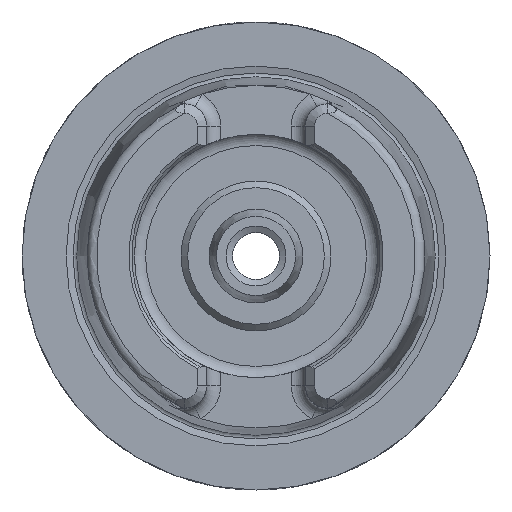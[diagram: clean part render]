
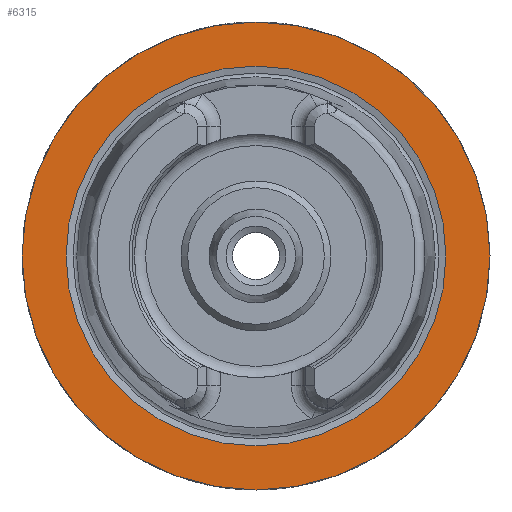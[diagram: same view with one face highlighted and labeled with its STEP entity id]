
A CAD part, left-side view. The second image highlights one B-rep face of the part: STEP entity #6315.
In plain terms, the highlighted planar face has unit normal (-1, 0, 0).
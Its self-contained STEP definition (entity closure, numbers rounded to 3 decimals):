
#5828=CARTESIAN_POINT('',(0.0,25.,0.0));
#5829=VERTEX_POINT('',#5828);
#5830=CARTESIAN_POINT('',(0.0,0.0,0.0));
#5831=DIRECTION('',(1.0,0.0,0.0));
#5832=DIRECTION('',(0.0,1.0,0.0));
#5833=AXIS2_PLACEMENT_3D('',#5830,#5831,#5832);
#5834=CIRCLE('',#5833,25.);
#5835=EDGE_CURVE('',#5829,#5829,#5834,.T.);
#6289=CARTESIAN_POINT('',(0.0,20.296,0.0));
#6290=VERTEX_POINT('',#6289);
#6291=CARTESIAN_POINT('',(0.0,0.0,0.0));
#6292=DIRECTION('',(1.0,0.0,0.0));
#6293=DIRECTION('',(0.0,1.0,0.0));
#6294=AXIS2_PLACEMENT_3D('',#6291,#6292,#6293);
#6295=CIRCLE('',#6294,20.296);
#6296=EDGE_CURVE('',#6290,#6290,#6295,.T.);
#6304=CARTESIAN_POINT('',(0.0,22.648,0.0));
#6305=DIRECTION('',(-1.0,0.0,0.0));
#6306=DIRECTION('',(0.0,0.0,1.0));
#6307=AXIS2_PLACEMENT_3D('',#6304,#6305,#6306);
#6308=PLANE('',#6307);
#6309=ORIENTED_EDGE('',*,*,#5835,.F.);
#6310=EDGE_LOOP('',(#6309));
#6311=FACE_OUTER_BOUND('',#6310,.T.);
#6312=ORIENTED_EDGE('',*,*,#6296,.T.);
#6313=EDGE_LOOP('',(#6312));
#6314=FACE_BOUND('',#6313,.T.);
#6315=ADVANCED_FACE('',(#6311,#6314),#6308,.T.);
